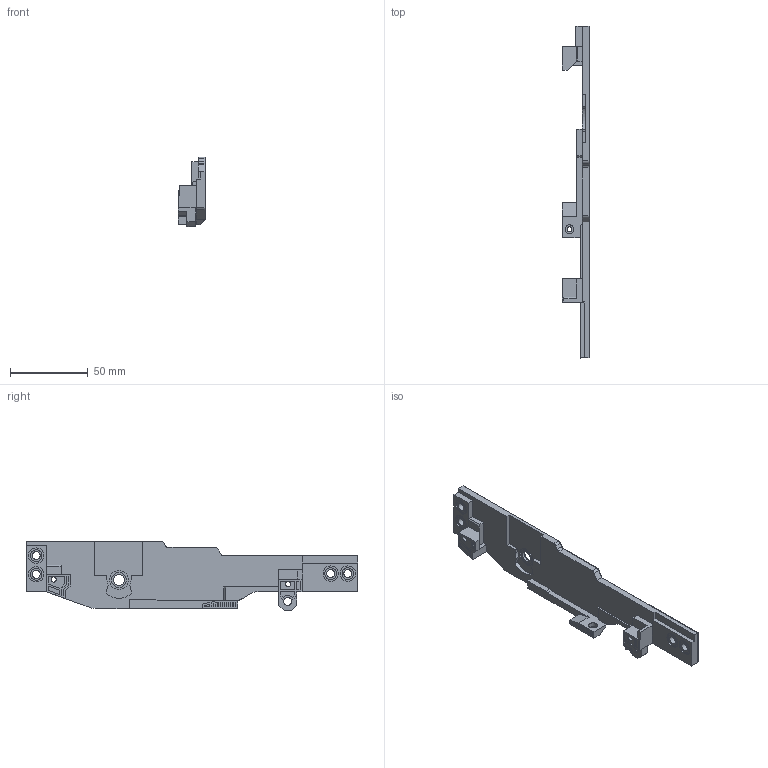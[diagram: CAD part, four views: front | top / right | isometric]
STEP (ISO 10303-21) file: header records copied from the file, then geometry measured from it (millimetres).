
FILE_DESCRIPTION(/* description */ (''),/* implementation_level */ '2;1');
FILE_NAME(/* name */ '14-receiver-left-textured.step',/* time_stamp */ '2022-04-06T21:22:50+01:00',/* author */ (''),/* organization */ (''),/* preprocessor_version */ 'ST-DEVELOPER v18.1',/* originating_system */ 'Autodesk Translation Framework v10.13.0.1454',/* authorisation */ '');
FILE_SCHEMA (('AUTOMOTIVE_DESIGN { 1 0 10303 214 3 1 1 }'));
Length unit declared in the file: millimetre
Products named in the file (1): 14-receiver-left-textured
Bounding box: 17.5 x 213 x 44.78 mm (x, y, z)
Volume: 39122.7 mm3; surface area: 20889.8 mm2
Topology: 1 solids, 1 shells, 282 faces, 721 edges, 471 vertices
Faces by surface type: plane 232, cylinder 38, cone 11, bspline 1
Full cylindrical faces by diameter (mm): 3.1 x1, 3.3 x2, 5.05 x4, 5.1 x1, 5.6 x1, 5.8 x2, 7.2 x1, 7.45 x4, 9.6 x1, 9.85 x4, 12 x1
Entity records: 8514 total; most frequent: CARTESIAN_POINT 1499, ORIENTED_EDGE 1442, DIRECTION 1391, EDGE_CURVE 721, LINE 611, VECTOR 611, VERTEX_POINT 471, AXIS2_PLACEMENT_3D 390
